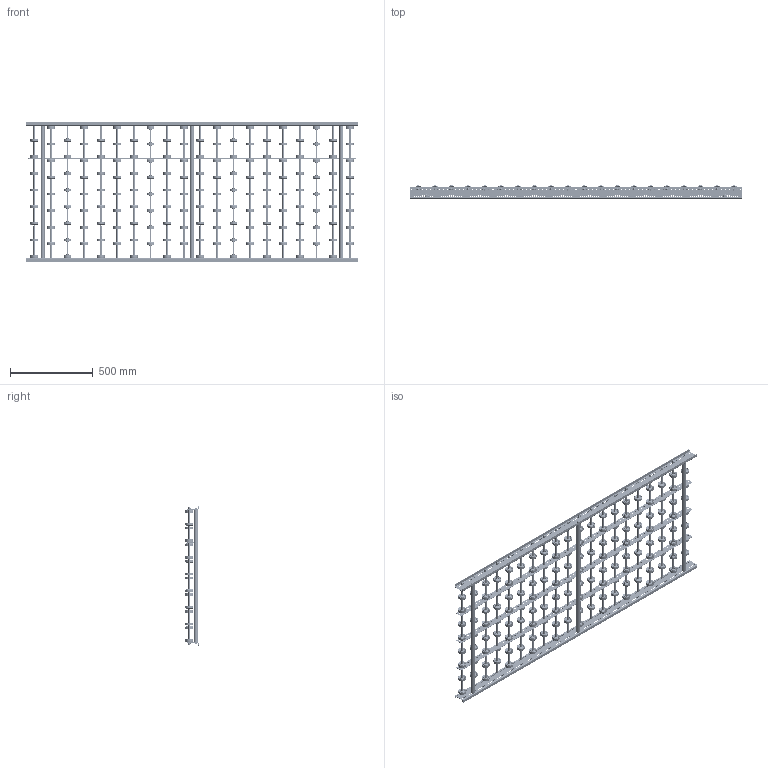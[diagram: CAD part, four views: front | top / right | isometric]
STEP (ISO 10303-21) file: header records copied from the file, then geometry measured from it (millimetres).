
FILE_DESCRIPTION (( 'STEP AP214' ), '1' );
FILE_NAME ('0052552.step', '2021-10-26T13:29:46', ( '' ), ( '' ), 'SwSTEP 2.0', 'SolidWorks 2020', '' );
FILE_SCHEMA (( 'AUTOMOTIVE_DESIGN' ));
Length unit declared in the file: millimetre
Products named in the file (10): Profil_LRB-20x70x20x2_KFG_S100202_U-PROFIL-20-70-20-2-LRB-L=2000; Traversen_KFG_L800; S106837_Gewindestange-M8-KFG_L820; K0011528_2200-48-8; Hutmutter_DIN_1587_M8; S100100_Längstraverse-42x2,5_S100103_L„ngstraverse-RB-L2000; 0046278_KB-ROHR-12X1,75mm_KFG_L75; 0052552; Röllchenachse-für-Konfiguration_EL800 Stahl; S100994_Sperrzahnschraube_M08x16-8.8-A2K
Assembly tree (91 placements, depth 3):
  0052552
    Profil_LRB-20x70x20x2_KFG_S100202_U-PROFIL-20-70-20-2-LRB-L=2000  x2
    S100994_Sperrzahnschraube_M08x16-8.8-A2K  x6
    Traversen_KFG_L800  x3
    Röllchenachse-für-Konfiguration_EL800 Stahl  x20
      S106837_Gewindestange-M8-KFG_L820
      0046278_KB-ROHR-12X1,75mm_KFG_L75
      K0011528_2200-48-8
    S100100_Längstraverse-42x2,5_S100103_L„ngstraverse-RB-L2000  x3
    Hutmutter_DIN_1587_M8  x40
Bounding box: 2000 x 79 x 840 mm (x, y, z)
Volume: 6430674.9 mm3; surface area: 4930993.7 mm2
Topology: 560 solids, 560 shells, 17210 faces, 36514 edges, 22288 vertices
Faces by surface type: cylinder 6834, torus 4184, plane 3420, cone 2732, bspline 40
Entity records: 37863 total; most frequent: DIRECTION 6823, CARTESIAN_POINT 6246, ORIENTED_EDGE 5696, AXIS2_PLACEMENT_3D 2943, EDGE_CURVE 2848, VERTEX_POINT 1870, EDGE_LOOP 1840, CIRCLE 1831
